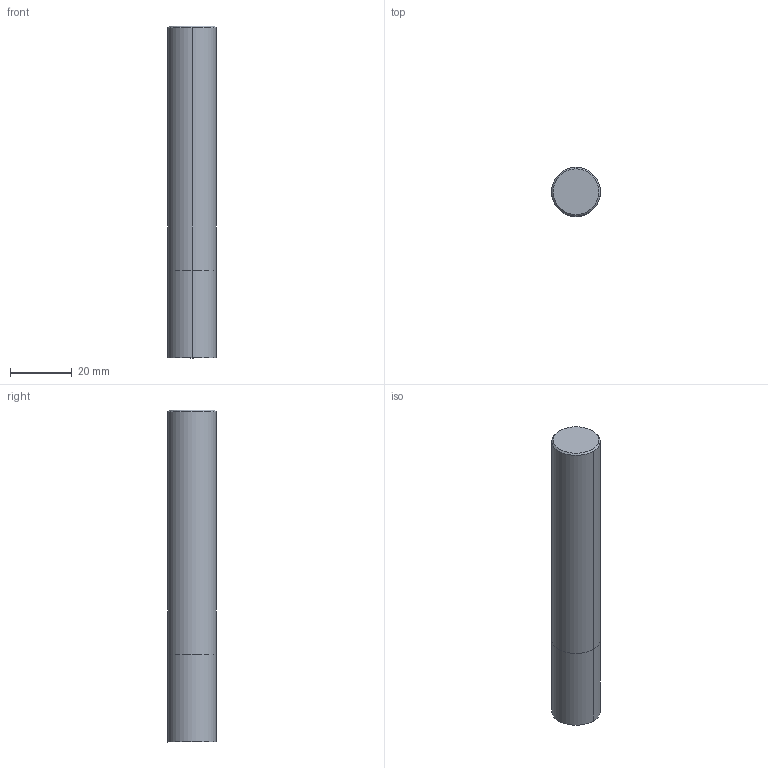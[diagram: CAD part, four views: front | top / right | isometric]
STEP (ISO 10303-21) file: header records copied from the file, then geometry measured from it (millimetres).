
FILE_DESCRIPTION(/* description */ (''),/* implementation_level */ '2;1');
FILE_NAME(/* name */ 'MSMHZDD5-8.stp',/* time_stamp */ '2023-03-17T09:18:56+09:00',/* author */ (''),/* organization */ (''),/* preprocessor_version */ 'ST-DEVELOPER v16',/* originating_system */ 'SIEMENS PLM Software NX 10.0',/* authorisation */ '');
FILE_SCHEMA (('AUTOMOTIVE_DESIGN { 1 0 10303 214 3 1 1 1 }'));
Length unit declared in the file: millimetre
Products named in the file (1): MSMHZDD5-8_ASM
Bounding box: 15.88 x 15.88 x 107.95 mm (x, y, z)
Volume: 21360.7 mm3; surface area: 6160.6 mm2
Topology: 2 solids, 2 shells, 10 faces, 20 edges, 19 vertices
Faces by surface type: cylinder 4, plane 4, cone 2
Entity records: 394 total; most frequent: DIRECTION 72, CARTESIAN_POINT 52, ORIENTED_EDGE 32, AXIS2_PLACEMENT_3D 31, STYLED_ITEM 17, PRESENTATION_STYLE_ASSIGNMENT 17, EDGE_CURVE 16, CURVE_STYLE 14
